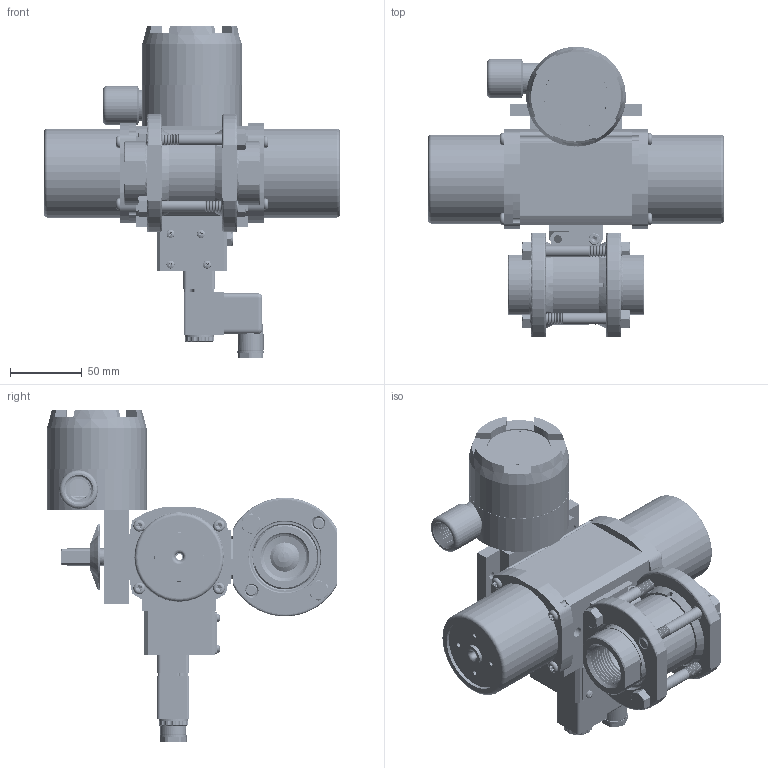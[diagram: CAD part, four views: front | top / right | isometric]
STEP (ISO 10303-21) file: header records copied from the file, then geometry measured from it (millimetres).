
FILE_DESCRIPTION (( 'STEP AP203' ), '1' );
FILE_NAME ('28XXSESA512SR3GPDSLS.step', '2018-06-12T19:15:09', ( '' ), ( '' ), 'SwSTEP 2.0', 'SolidWorks 2017', '' );
FILE_SCHEMA (( 'CONFIG_CONTROL_DESIGN' ));
Products named in the file (1): 28XXSESA512SR3GPDSLS
Bounding box: 206.12 x 201.99 x 231.11 mm (x, y, z)
Volume: 971270.1 mm3; surface area: 402191.8 mm2
Topology: 71 solids, 71 shells, 5762 faces, 15117 edges, 9511 vertices
Faces by surface type: cylinder 2851, cone 1607, plane 871, torus 278, bspline 141, sphere 14
Entity records: 232601 total; most frequent: CARTESIAN_POINT 94771, ORIENTED_EDGE 29938, DIRECTION 29240, EDGE_CURVE 14969, AXIS2_PLACEMENT_3D 11870, VERTEX_POINT 9507, CIRCLE 6248, EDGE_LOOP 6204
